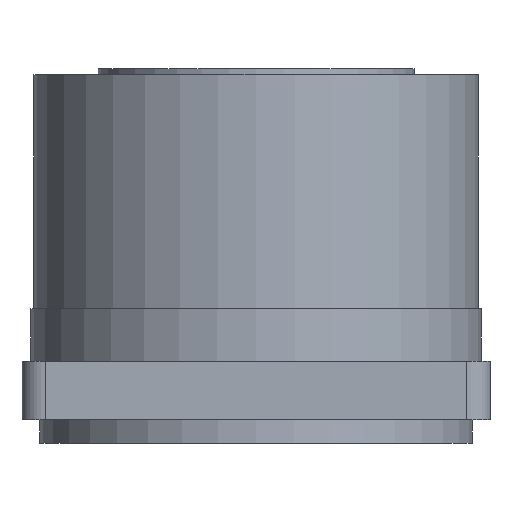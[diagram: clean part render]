
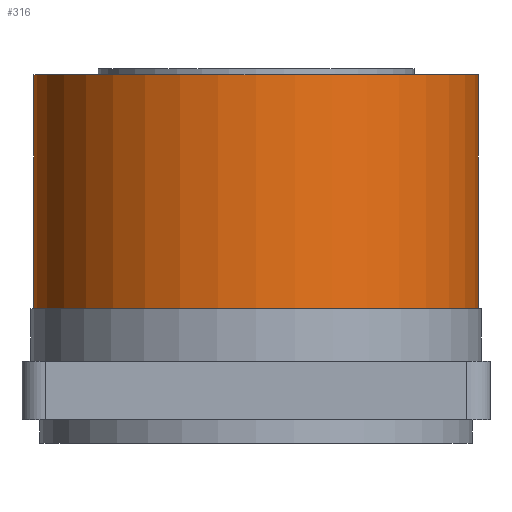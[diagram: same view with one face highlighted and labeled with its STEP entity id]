
A CAD part, front view. The second image highlights one B-rep face of the part: STEP entity #316.
In plain terms, the highlighted cylindrical face has radius 19 mm (diameter 38 mm), a full revolution.
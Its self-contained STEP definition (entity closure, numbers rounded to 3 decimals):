
#316=ADVANCED_FACE('',(#451,#452),#401,.T.);
#401=CYLINDRICAL_SURFACE('',#1278,19.);
#451=FACE_BOUND('',#601,.T.);
#452=FACE_BOUND('',#602,.T.);
#601=EDGE_LOOP('',(#783));
#602=EDGE_LOOP('',(#784));
#783=ORIENTED_EDGE('',*,*,#1082,.T.);
#784=ORIENTED_EDGE('',*,*,#1083,.T.);
#962=VERTEX_POINT('',#1865);
#963=VERTEX_POINT('',#1868);
#1082=EDGE_CURVE('',#962,#962,#1178,.T.);
#1083=EDGE_CURVE('',#963,#963,#1179,.T.);
#1178=CIRCLE('',#1275,19.);
#1179=CIRCLE('',#1277,19.);
#1275=AXIS2_PLACEMENT_3D('',#1864,#1505,#1506);
#1277=AXIS2_PLACEMENT_3D('',#1867,#1509,#1510);
#1278=AXIS2_PLACEMENT_3D('',#1869,#1511,#1512);
#1505=DIRECTION('',(0.,0.,1.));
#1506=DIRECTION('',(-1.,0.,0.));
#1509=DIRECTION('',(0.,0.,-1.));
#1510=DIRECTION('',(-1.,0.,0.));
#1511=DIRECTION('',(0.,0.,-1.));
#1512=DIRECTION('',(-1.,0.,0.));
#1864=CARTESIAN_POINT('',(0.016,0.,11.5));
#1865=CARTESIAN_POINT('',(-18.984,0.,11.5));
#1867=CARTESIAN_POINT('',(0.016,0.,31.5));
#1868=CARTESIAN_POINT('',(-18.984,0.,31.5));
#1869=CARTESIAN_POINT('',(0.016,0.,21.5));
